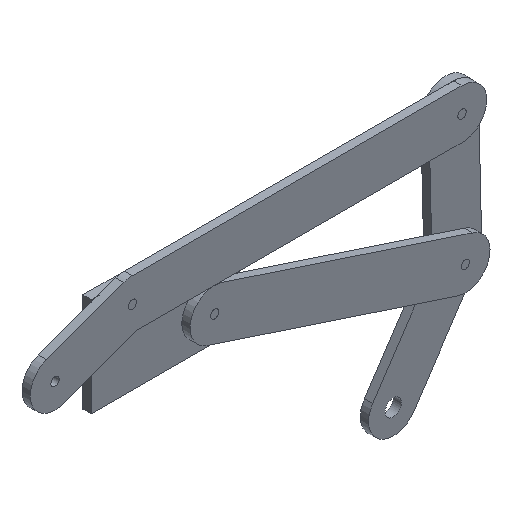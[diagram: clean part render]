
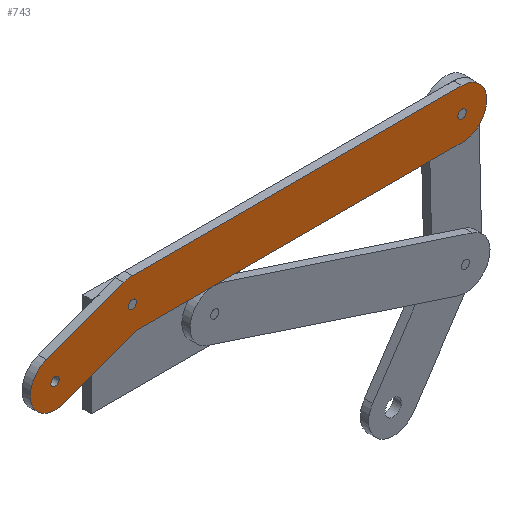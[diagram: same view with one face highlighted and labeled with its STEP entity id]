
A CAD part, isometric view. The second image highlights one B-rep face of the part: STEP entity #743.
In plain terms, the highlighted face is planar.
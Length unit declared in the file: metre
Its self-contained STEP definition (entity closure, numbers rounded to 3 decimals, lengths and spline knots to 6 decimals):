
#103=CIRCLE('',#888,0.01905);
#104=CIRCLE('',#889,0.01905);
#105=CIRCLE('',#890,0.01905);
#106=CIRCLE('',#891,0.003175);
#107=CIRCLE('',#892,0.003175);
#108=CIRCLE('',#893,0.003175);
#241=ORIENTED_EDGE('',*,*,#356,.F.);
#242=ORIENTED_EDGE('',*,*,#357,.T.);
#243=ORIENTED_EDGE('',*,*,#358,.F.);
#244=ORIENTED_EDGE('',*,*,#359,.T.);
#245=ORIENTED_EDGE('',*,*,#360,.F.);
#246=ORIENTED_EDGE('',*,*,#361,.F.);
#247=ORIENTED_EDGE('',*,*,#362,.T.);
#248=ORIENTED_EDGE('',*,*,#363,.F.);
#249=ORIENTED_EDGE('',*,*,#364,.F.);
#250=ORIENTED_EDGE('',*,*,#365,.F.);
#356=EDGE_CURVE('',#429,#430,#478,.T.);
#357=EDGE_CURVE('',#429,#431,#103,.T.);
#358=EDGE_CURVE('',#432,#431,#479,.T.);
#359=EDGE_CURVE('',#432,#433,#104,.T.);
#360=EDGE_CURVE('',#434,#433,#480,.T.);
#361=EDGE_CURVE('',#435,#434,#481,.T.);
#362=EDGE_CURVE('',#435,#430,#105,.T.);
#363=EDGE_CURVE('',#436,#436,#106,.T.);
#364=EDGE_CURVE('',#437,#437,#107,.T.);
#365=EDGE_CURVE('',#438,#438,#108,.T.);
#429=VERTEX_POINT('',#1304);
#430=VERTEX_POINT('',#1305);
#431=VERTEX_POINT('',#1307);
#432=VERTEX_POINT('',#1309);
#433=VERTEX_POINT('',#1311);
#434=VERTEX_POINT('',#1313);
#435=VERTEX_POINT('',#1315);
#436=VERTEX_POINT('',#1318);
#437=VERTEX_POINT('',#1320);
#438=VERTEX_POINT('',#1322);
#478=LINE('',#1303,#528);
#479=LINE('',#1308,#529);
#480=LINE('',#1312,#530);
#481=LINE('',#1314,#531);
#528=VECTOR('',#1090,1.);
#529=VECTOR('',#1093,1.);
#530=VECTOR('',#1096,1.);
#531=VECTOR('',#1097,1.);
#596=EDGE_LOOP('',(#241,#242,#243,#244,#245,#246,#247));
#597=EDGE_LOOP('',(#248));
#598=EDGE_LOOP('',(#249));
#599=EDGE_LOOP('',(#250));
#670=FACE_BOUND('',#596,.T.);
#671=FACE_BOUND('',#597,.T.);
#672=FACE_BOUND('',#598,.T.);
#673=FACE_BOUND('',#599,.T.);
#706=PLANE('',#887);
#743=ADVANCED_FACE('',(#670,#671,#672,#673),#706,.T.);
#887=AXIS2_PLACEMENT_3D('',#1302,#1088,#1089);
#888=AXIS2_PLACEMENT_3D('',#1306,#1091,#1092);
#889=AXIS2_PLACEMENT_3D('',#1310,#1094,#1095);
#890=AXIS2_PLACEMENT_3D('',#1316,#1098,#1099);
#891=AXIS2_PLACEMENT_3D('',#1317,#1100,#1101);
#892=AXIS2_PLACEMENT_3D('',#1319,#1102,#1103);
#893=AXIS2_PLACEMENT_3D('',#1321,#1104,#1105);
#1088=DIRECTION('',(0.,0.,1.));
#1089=DIRECTION('',(1.,0.,0.));
#1090=DIRECTION('',(1.,0.,0.));
#1091=DIRECTION('',(0.,0.,1.));
#1092=DIRECTION('',(1.,0.,0.));
#1093=DIRECTION('',(0.94,0.342,0.));
#1094=DIRECTION('',(0.,0.,1.));
#1095=DIRECTION('',(1.,0.,0.));
#1096=DIRECTION('',(-0.94,-0.342,0.));
#1097=DIRECTION('',(-1.,0.,0.));
#1098=DIRECTION('',(0.,0.,1.));
#1099=DIRECTION('',(1.,0.,0.));
#1100=DIRECTION('',(0.,0.,1.));
#1101=DIRECTION('',(1.,0.,0.));
#1102=DIRECTION('',(0.,0.,1.));
#1103=DIRECTION('',(1.,0.,0.));
#1104=DIRECTION('',(0.,0.,1.));
#1105=DIRECTION('',(1.,0.,0.));
#1302=CARTESIAN_POINT('',(0.,0.,0.00635));
#1303=CARTESIAN_POINT('',(0.,0.01905,0.00635));
#1304=CARTESIAN_POINT('',(0.,0.01905,0.00635));
#1305=CARTESIAN_POINT('',(0.254,0.01905,0.00635));
#1306=CARTESIAN_POINT('',(0.,0.,0.00635));
#1307=CARTESIAN_POINT('',(-0.006515,0.017901,0.00635));
#1308=CARTESIAN_POINT('',(-0.006515,0.017901,0.00635));
#1309=CARTESIAN_POINT('',(-0.066186,-0.003817,0.00635));
#1310=CARTESIAN_POINT('',(-0.05967,-0.021718,0.00635));
#1311=CARTESIAN_POINT('',(-0.053155,-0.039619,0.00635));
#1312=CARTESIAN_POINT('',(0.006515,-0.017901,0.00635));
#1313=CARTESIAN_POINT('',(0.003359,-0.01905,0.00635));
#1314=CARTESIAN_POINT('',(0.,-0.01905,0.00635));
#1315=CARTESIAN_POINT('',(0.254,-0.01905,0.00635));
#1316=CARTESIAN_POINT('',(0.254,0.,0.00635));
#1317=CARTESIAN_POINT('',(0.254,0.,0.00635));
#1318=CARTESIAN_POINT('',(0.257175,0.,0.00635));
#1319=CARTESIAN_POINT('',(-0.05967,-0.021718,0.00635));
#1320=CARTESIAN_POINT('',(-0.056495,-0.021718,0.00635));
#1321=CARTESIAN_POINT('',(0.,0.,0.00635));
#1322=CARTESIAN_POINT('',(0.003175,0.,0.00635));
